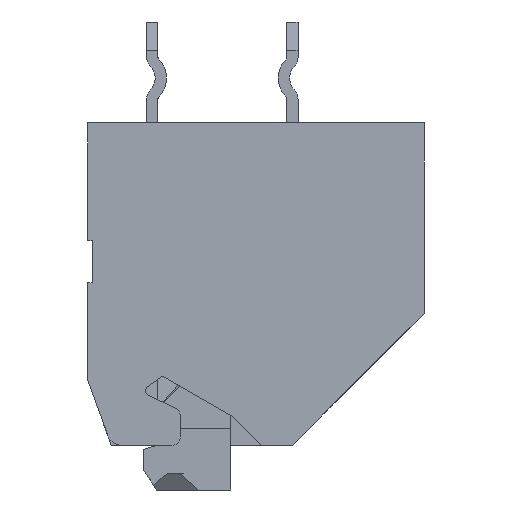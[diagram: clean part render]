
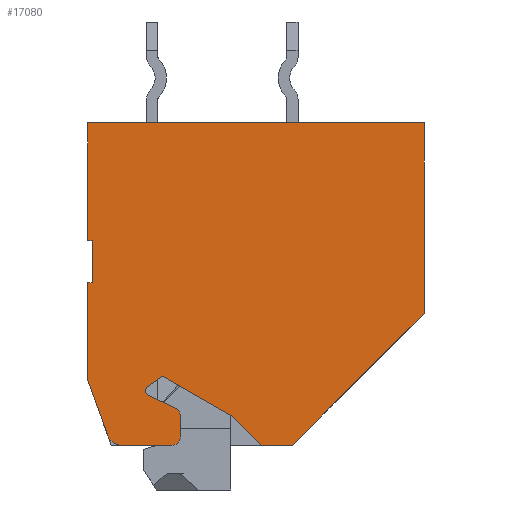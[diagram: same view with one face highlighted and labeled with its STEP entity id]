
A CAD part, front view. The second image highlights one B-rep face of the part: STEP entity #17080.
In plain terms, the highlighted planar face has unit normal (0, -1, 0).
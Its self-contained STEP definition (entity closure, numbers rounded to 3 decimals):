
#753=DIRECTION('',(1.,0.,0.));
#754=VECTOR('',#753,1.813);
#755=CARTESIAN_POINT('',(1.187,0.,-15.1));
#756=LINE('',#755,#754);
#3043=DIRECTION('',(0.,0.,-1.));
#3044=VECTOR('',#3043,4.2);
#3045=CARTESIAN_POINT('',(0.,0.,-3.6));
#3046=LINE('',#3045,#3044);
#3055=DIRECTION('',(1.,0.,0.));
#3056=VECTOR('',#3055,0.15);
#3057=CARTESIAN_POINT('',(0.,0.,-7.8));
#3058=LINE('',#3057,#3056);
#3067=DIRECTION('',(0.,0.,-1.));
#3068=VECTOR('',#3067,1.5);
#3069=CARTESIAN_POINT('',(0.15,0.,-7.8));
#3070=LINE('',#3069,#3068);
#3079=DIRECTION('',(-1.,0.,0.));
#3080=VECTOR('',#3079,0.15);
#3081=CARTESIAN_POINT('',(0.15,0.,-9.3));
#3082=LINE('',#3081,#3080);
#3091=DIRECTION('',(0.,0.,-1.));
#3092=VECTOR('',#3091,3.5);
#3093=CARTESIAN_POINT('',(0.,0.,-9.3));
#3094=LINE('',#3093,#3092);
#4256=DIRECTION('',(1.,0.,0.));
#4257=VECTOR('',#4256,1.1);
#4258=CARTESIAN_POINT('',(6.2,0.,-15.1));
#4259=LINE('',#4258,#4257);
#4264=DIRECTION('',(1.,0.,0.));
#4265=VECTOR('',#4264,12.);
#4266=CARTESIAN_POINT('',(0.,0.,-3.6));
#4267=LINE('',#4266,#4265);
#4268=DIRECTION('',(0.,0.,-1.));
#4269=VECTOR('',#4268,6.8);
#4270=CARTESIAN_POINT('',(12.,0.,-3.6));
#4271=LINE('',#4270,#4269);
#4272=DIRECTION('',(-0.707,0.,-0.707));
#4273=VECTOR('',#4272,6.647);
#4274=CARTESIAN_POINT('',(12.,0.,-10.4));
#4275=LINE('',#4274,#4273);
#4276=DIRECTION('',(-0.707,0.,0.707));
#4277=VECTOR('',#4276,1.414);
#4278=CARTESIAN_POINT('',(6.2,0.,-15.1));
#4279=LINE('',#4278,#4277);
#4280=DIRECTION('',(-0.866,0.,0.5));
#4281=VECTOR('',#4280,2.929);
#4282=CARTESIAN_POINT('',(5.2,0.,-14.1));
#4283=LINE('',#4282,#4281);
#4284=DIRECTION('',(-0.819,0.,-0.574));
#4285=VECTOR('',#4284,0.623);
#4286=CARTESIAN_POINT('',(2.663,0.,-12.635));
#4287=LINE('',#4286,#4285);
#4288=CARTESIAN_POINT('',(2.268,0.,-13.157));
#4289=DIRECTION('',(0.,-1.,0.));
#4290=DIRECTION('',(-0.574,0.,0.819));
#4291=AXIS2_PLACEMENT_3D('',#4288,#4289,#4290);
#4293=DIRECTION('',(0.906,0.,-0.423));
#4294=VECTOR('',#4293,1.041);
#4295=CARTESIAN_POINT('',(2.183,0.,-13.338));
#4296=LINE('',#4295,#4294);
#4297=CARTESIAN_POINT('',(3.,0.,-14.05));
#4298=DIRECTION('',(0.,1.,0.));
#4299=DIRECTION('',(0.423,0.,0.906));
#4300=AXIS2_PLACEMENT_3D('',#4297,#4298,#4299);
#4302=CARTESIAN_POINT('',(3.,0.,-14.8));
#4303=DIRECTION('',(0.,1.,0.));
#4304=DIRECTION('',(1.,0.,0.));
#4305=AXIS2_PLACEMENT_3D('',#4302,#4303,#4304);
#4307=CARTESIAN_POINT('',(1.187,0.,-14.6));
#4308=DIRECTION('',(0.,1.,0.));
#4309=DIRECTION('',(0.,0.,-1.));
#4310=AXIS2_PLACEMENT_3D('',#4307,#4308,#4309);
#4312=DIRECTION('',(-0.342,0.,0.94));
#4313=VECTOR('',#4312,2.098);
#4314=CARTESIAN_POINT('',(0.717,0.,-14.771));
#4315=LINE('',#4314,#4313);
#4638=DIRECTION('',(0.,0.,1.));
#4639=VECTOR('',#4638,0.75);
#4640=CARTESIAN_POINT('',(3.3,0.,-14.8));
#4641=LINE('',#4640,#4639);
#8692=CARTESIAN_POINT('',(12.,0.,-3.6));
#8693=VERTEX_POINT('',#8692);
#8696=CARTESIAN_POINT('',(0.,0.,-3.6));
#8697=VERTEX_POINT('',#8696);
#8698=CARTESIAN_POINT('',(12.,0.,-10.4));
#8699=VERTEX_POINT('',#8698);
#8700=CARTESIAN_POINT('',(7.3,0.,-15.1));
#8701=VERTEX_POINT('',#8700);
#8702=CARTESIAN_POINT('',(6.2,0.,-15.1));
#8703=CARTESIAN_POINT('',(5.2,0.,-14.1));
#8704=VERTEX_POINT('',#8702);
#8705=VERTEX_POINT('',#8703);
#8706=CARTESIAN_POINT('',(2.663,0.,-12.635));
#8707=VERTEX_POINT('',#8706);
#8708=CARTESIAN_POINT('',(2.153,0.,-12.993));
#8709=VERTEX_POINT('',#8708);
#8710=CARTESIAN_POINT('',(2.183,0.,-13.338));
#8711=VERTEX_POINT('',#8710);
#8712=CARTESIAN_POINT('',(3.127,0.,-13.778));
#8713=VERTEX_POINT('',#8712);
#8714=CARTESIAN_POINT('',(3.3,0.,-14.05));
#8715=VERTEX_POINT('',#8714);
#8716=CARTESIAN_POINT('',(3.3,0.,-14.8));
#8717=CARTESIAN_POINT('',(3.,0.,-15.1));
#8718=VERTEX_POINT('',#8716);
#8719=VERTEX_POINT('',#8717);
#8720=CARTESIAN_POINT('',(1.187,0.,-15.1));
#8721=CARTESIAN_POINT('',(0.717,0.,-14.771));
#8722=VERTEX_POINT('',#8720);
#8723=VERTEX_POINT('',#8721);
#8724=CARTESIAN_POINT('',(0.,0.,-12.8));
#8725=VERTEX_POINT('',#8724);
#8726=CARTESIAN_POINT('',(0.,0.,-7.8));
#8727=VERTEX_POINT('',#8726);
#8730=CARTESIAN_POINT('',(0.15,0.,-7.8));
#8731=VERTEX_POINT('',#8730);
#8732=CARTESIAN_POINT('',(0.15,0.,-9.3));
#8733=VERTEX_POINT('',#8732);
#8734=CARTESIAN_POINT('',(0.,0.,-9.3));
#8735=VERTEX_POINT('',#8734);
#17046=CARTESIAN_POINT('',(6.,0.,-9.35));
#17047=DIRECTION('',(0.,1.,0.));
#17048=DIRECTION('',(1.,0.,0.));
#17049=AXIS2_PLACEMENT_3D('',#17046,#17047,#17048);
#17050=PLANE('',#17049);
#17051=ORIENTED_EDGE('',*,*,#15671,.F.);
#17053=ORIENTED_EDGE('',*,*,#17052,.T.);
#17054=ORIENTED_EDGE('',*,*,#11550,.T.);
#17055=ORIENTED_EDGE('',*,*,#15843,.T.);
#17056=ORIENTED_EDGE('',*,*,#17036,.F.);
#17057=ORIENTED_EDGE('',*,*,#12488,.T.);
#17059=ORIENTED_EDGE('',*,*,#17058,.T.);
#17060=ORIENTED_EDGE('',*,*,#12101,.T.);
#17062=ORIENTED_EDGE('',*,*,#17061,.T.);
#17064=ORIENTED_EDGE('',*,*,#17063,.T.);
#17066=ORIENTED_EDGE('',*,*,#17065,.T.);
#17068=ORIENTED_EDGE('',*,*,#17067,.F.);
#17070=ORIENTED_EDGE('',*,*,#17069,.T.);
#17071=ORIENTED_EDGE('',*,*,#12340,.F.);
#17072=ORIENTED_EDGE('',*,*,#12260,.T.);
#17073=ORIENTED_EDGE('',*,*,#12298,.T.);
#17074=ORIENTED_EDGE('',*,*,#15730,.F.);
#17075=ORIENTED_EDGE('',*,*,#15716,.F.);
#17076=ORIENTED_EDGE('',*,*,#15701,.F.);
#17077=ORIENTED_EDGE('',*,*,#15686,.F.);
#17078=EDGE_LOOP('',(#17051,#17053,#17054,#17055,#17056,#17057,#17059,#17060,
#17062,#17064,#17066,#17068,#17070,#17071,#17072,#17073,#17074,#17075,#17076,
#17077));
#17079=FACE_OUTER_BOUND('',#17078,.F.);
#4292=CIRCLE('',#4291,0.2);
#4301=CIRCLE('',#4300,0.3);
#4306=CIRCLE('',#4305,0.3);
#4311=CIRCLE('',#4310,0.5);
#11550=EDGE_CURVE('',#8693,#8699,#4271,.T.);
#12101=EDGE_CURVE('',#8707,#8709,#4287,.T.);
#12260=EDGE_CURVE('',#8722,#8723,#4311,.T.);
#12298=EDGE_CURVE('',#8723,#8725,#4315,.T.);
#12340=EDGE_CURVE('',#8722,#8719,#756,.T.);
#12488=EDGE_CURVE('',#8704,#8705,#4279,.T.);
#15671=EDGE_CURVE('',#8697,#8727,#3046,.T.);
#15686=EDGE_CURVE('',#8727,#8731,#3058,.T.);
#15701=EDGE_CURVE('',#8731,#8733,#3070,.T.);
#15716=EDGE_CURVE('',#8733,#8735,#3082,.T.);
#15730=EDGE_CURVE('',#8735,#8725,#3094,.T.);
#15843=EDGE_CURVE('',#8699,#8701,#4275,.T.);
#17036=EDGE_CURVE('',#8704,#8701,#4259,.T.);
#17052=EDGE_CURVE('',#8697,#8693,#4267,.T.);
#17058=EDGE_CURVE('',#8705,#8707,#4283,.T.);
#17061=EDGE_CURVE('',#8709,#8711,#4292,.T.);
#17063=EDGE_CURVE('',#8711,#8713,#4296,.T.);
#17065=EDGE_CURVE('',#8713,#8715,#4301,.T.);
#17067=EDGE_CURVE('',#8718,#8715,#4641,.T.);
#17069=EDGE_CURVE('',#8718,#8719,#4306,.T.);
#17080=ADVANCED_FACE('',(#17079),#17050,.F.);
